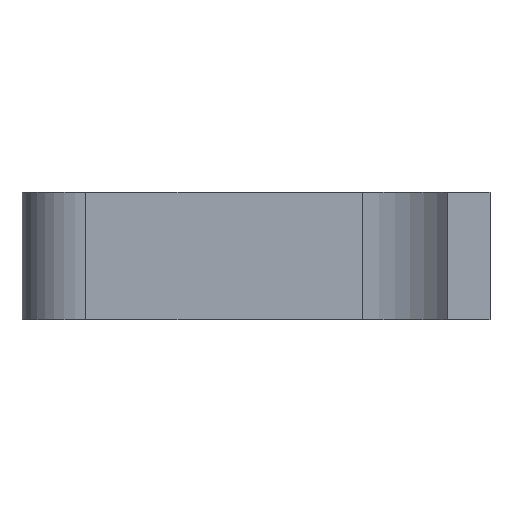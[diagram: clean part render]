
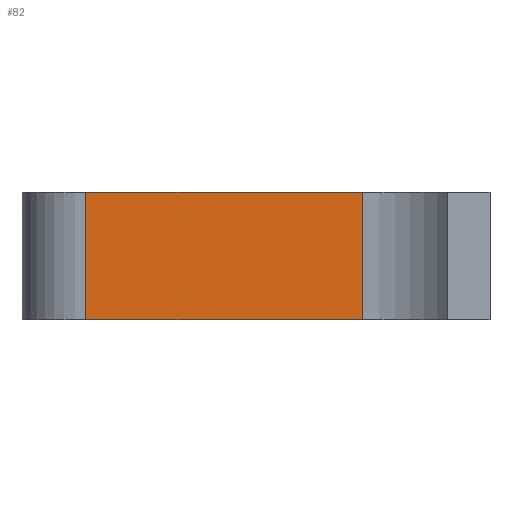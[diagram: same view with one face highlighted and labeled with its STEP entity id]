
A CAD part, left-side view. The second image highlights one B-rep face of the part: STEP entity #82.
In plain terms, the highlighted planar face has unit normal (-1, 0, 0).
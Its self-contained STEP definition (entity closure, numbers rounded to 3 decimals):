
#27 = LINE ( 'NONE', #468, #90 ) ;
#39 = LINE ( 'NONE', #437, #504 ) ;
#43 = FACE_OUTER_BOUND ( 'NONE', #358, .T. ) ;
#80 = ORIENTED_EDGE ( 'NONE', *, *, #611, .T. ) ;
#82 = ADVANCED_FACE ( 'NONE', ( #43 ), #489, .F. ) ;
#90 = VECTOR ( 'NONE', #609, 1000. ) ;
#93 = ORIENTED_EDGE ( 'NONE', *, *, #395, .T. ) ;
#129 = LINE ( 'NONE', #222, #262 ) ;
#195 = CARTESIAN_POINT ( 'NONE',  ( -22., -18., 6. ) ) ;
#196 = VERTEX_POINT ( 'NONE', #396 ) ;
#222 = CARTESIAN_POINT ( 'NONE',  ( -22., -1., 6. ) ) ;
#224 = DIRECTION ( 'NONE',  ( 0., 1., 0. ) ) ;
#261 = LINE ( 'NONE', #451, #604 ) ;
#262 = VECTOR ( 'NONE', #618, 1000. ) ;
#307 = DIRECTION ( 'NONE',  ( 0., -1., 0. ) ) ;
#329 = AXIS2_PLACEMENT_3D ( 'NONE', #195, #380, #224 ) ;
#340 = DIRECTION ( 'NONE',  ( 0., 0., 1. ) ) ;
#342 = EDGE_CURVE ( 'NONE', #196, #625, #27, .T. ) ;
#358 = EDGE_LOOP ( 'NONE', ( #428, #93, #80, #565 ) ) ;
#380 = DIRECTION ( 'NONE',  ( 1., 0., 0. ) ) ;
#395 = EDGE_CURVE ( 'NONE', #196, #490, #129, .T. ) ;
#396 = CARTESIAN_POINT ( 'NONE',  ( -22., -1., 6. ) ) ;
#428 = ORIENTED_EDGE ( 'NONE', *, *, #342, .F. ) ;
#437 = CARTESIAN_POINT ( 'NONE',  ( -22., -14., 6. ) ) ;
#451 = CARTESIAN_POINT ( 'NONE',  ( -22., -18., 0. ) ) ;
#468 = CARTESIAN_POINT ( 'NONE',  ( -22., -18., 6. ) ) ;
#489 = PLANE ( 'NONE',  #329 ) ;
#490 = VERTEX_POINT ( 'NONE', #589 ) ;
#493 = CARTESIAN_POINT ( 'NONE',  ( -22., -14., 6. ) ) ;
#504 = VECTOR ( 'NONE', #340, 1000. ) ;
#520 = VERTEX_POINT ( 'NONE', #585 ) ;
#529 = EDGE_CURVE ( 'NONE', #520, #625, #39, .T. ) ;
#565 = ORIENTED_EDGE ( 'NONE', *, *, #529, .T. ) ;
#585 = CARTESIAN_POINT ( 'NONE',  ( -22., -14., 0. ) ) ;
#589 = CARTESIAN_POINT ( 'NONE',  ( -22., -1., 0. ) ) ;
#604 = VECTOR ( 'NONE', #307, 1000. ) ;
#609 = DIRECTION ( 'NONE',  ( 0., -1., 0. ) ) ;
#611 = EDGE_CURVE ( 'NONE', #490, #520, #261, .T. ) ;
#618 = DIRECTION ( 'NONE',  ( 0., 0., -1. ) ) ;
#625 = VERTEX_POINT ( 'NONE', #493 ) ;
